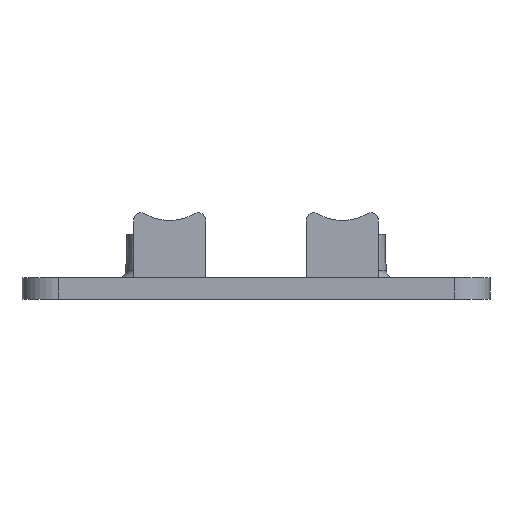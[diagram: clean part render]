
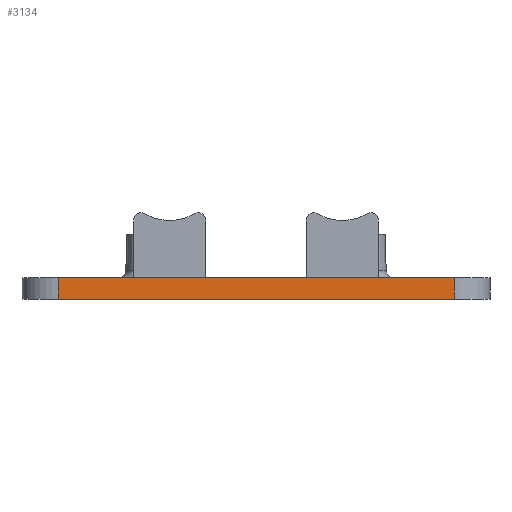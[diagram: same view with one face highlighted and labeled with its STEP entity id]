
A CAD part, front view. The second image highlights one B-rep face of the part: STEP entity #3134.
In plain terms, the highlighted planar face has unit normal (0, -1, 0).
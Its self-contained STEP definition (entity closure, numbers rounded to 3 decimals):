
#350=FACE_OUTER_BOUND('',#543,.T.);
#543=EDGE_LOOP('',(#2759,#2760,#2761,#2762));
#865=LINE('',#4898,#1219);
#918=LINE('',#5093,#1272);
#919=LINE('',#5096,#1273);
#920=LINE('',#5097,#1274);
#1219=VECTOR('',#3995,10.);
#1272=VECTOR('',#4208,10.);
#1273=VECTOR('',#4211,10.);
#1274=VECTOR('',#4212,10.);
#1498=VERTEX_POINT('',#4895);
#1499=VERTEX_POINT('',#4897);
#1561=VERTEX_POINT('',#5091);
#1562=VERTEX_POINT('',#5095);
#1897=EDGE_CURVE('',#1498,#1499,#865,.T.);
#1993=EDGE_CURVE('',#1561,#1499,#918,.T.);
#1994=EDGE_CURVE('',#1561,#1562,#919,.T.);
#1995=EDGE_CURVE('',#1562,#1498,#920,.T.);
#2759=ORIENTED_EDGE('',*,*,#1994,.F.);
#2760=ORIENTED_EDGE('',*,*,#1993,.T.);
#2761=ORIENTED_EDGE('',*,*,#1897,.F.);
#2762=ORIENTED_EDGE('',*,*,#1995,.F.);
#2979=PLANE('',#3384);
#3134=ADVANCED_FACE('',(#350),#2979,.T.);
#3384=AXIS2_PLACEMENT_3D('',#5094,#4209,#4210);
#3995=DIRECTION('',(1.,0.,0.));
#4208=DIRECTION('',(0.,0.,1.));
#4209=DIRECTION('center_axis',(0.,-1.,0.));
#4210=DIRECTION('ref_axis',(1.,0.,0.));
#4211=DIRECTION('',(-1.,0.,0.));
#4212=DIRECTION('',(0.,0.,1.));
#4895=CARTESIAN_POINT('',(-65.,15.,3.));
#4897=CARTESIAN_POINT('',(-10.,15.,3.));
#4898=CARTESIAN_POINT('',(-10.,15.,3.));
#5091=CARTESIAN_POINT('',(-10.,15.,0.));
#5093=CARTESIAN_POINT('',(-10.,15.,0.));
#5094=CARTESIAN_POINT('Origin',(-65.,15.,0.));
#5095=CARTESIAN_POINT('',(-65.,15.,0.));
#5096=CARTESIAN_POINT('',(-10.,15.,0.));
#5097=CARTESIAN_POINT('',(-65.,15.,0.));
